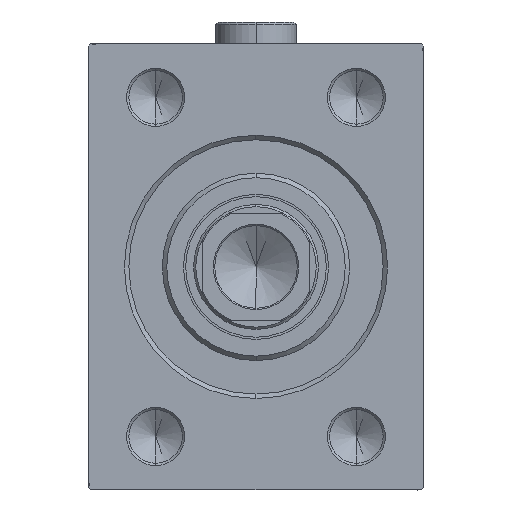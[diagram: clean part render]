
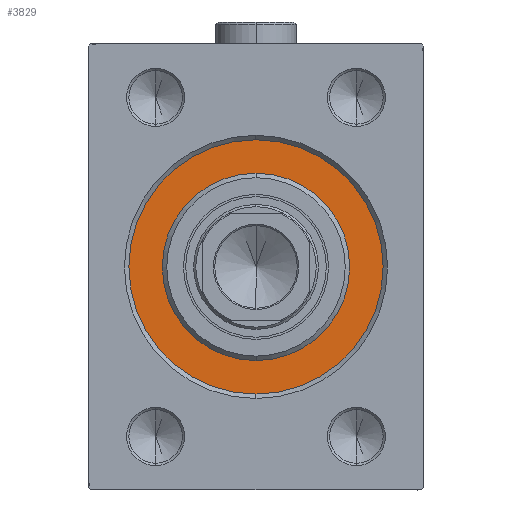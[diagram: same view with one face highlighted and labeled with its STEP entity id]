
A CAD part, left-side view. The second image highlights one B-rep face of the part: STEP entity #3829.
In plain terms, the highlighted face is planar.
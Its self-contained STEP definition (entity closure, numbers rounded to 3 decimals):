
#2493 = CARTESIAN_POINT ( 'NONE',  ( 0., 0., 0. ) ) ;
#2641 = AXIS2_PLACEMENT_3D ( 'NONE', #2493, #5960, #42200 ) ;
#3003 = DIRECTION ( 'NONE',  ( -1., 0., 0. ) ) ;
#3829 = ADVANCED_FACE ( 'NONE', ( #6013, #34635 ), #13420, .F. ) ;
#5140 = CARTESIAN_POINT ( 'NONE',  ( 0., 0., 21. ) ) ;
#5691 = CIRCLE ( 'NONE', #33705, 28.5 ) ;
#5960 = DIRECTION ( 'NONE',  ( -1., 0., 0. ) ) ;
#6013 = FACE_BOUND ( 'NONE', #34530, .T. ) ;
#7091 = ORIENTED_EDGE ( 'NONE', *, *, #12805, .F. ) ;
#7711 = VERTEX_POINT ( 'NONE', #36256 ) ;
#9607 = ORIENTED_EDGE ( 'NONE', *, *, #16883, .F. ) ;
#9739 = CARTESIAN_POINT ( 'NONE',  ( 0., 0., 0. ) ) ;
#10296 = VERTEX_POINT ( 'NONE', #5140 ) ;
#12240 = EDGE_LOOP ( 'NONE', ( #7091, #9607 ) ) ;
#12389 = VERTEX_POINT ( 'NONE', #22481 ) ;
#12742 = CARTESIAN_POINT ( 'NONE',  ( 0., 0., 0. ) ) ;
#12805 = EDGE_CURVE ( 'NONE', #12389, #44702, #22543, .T. ) ;
#12996 = DIRECTION ( 'NONE',  ( 1., 0., 0. ) ) ;
#13420 = PLANE ( 'NONE',  #18614 ) ;
#13770 = CIRCLE ( 'NONE', #42512, 21. ) ;
#14611 = EDGE_CURVE ( 'NONE', #10296, #7711, #13770, .T. ) ;
#15262 = CARTESIAN_POINT ( 'NONE',  ( 0., 0., 0. ) ) ;
#16442 = CARTESIAN_POINT ( 'NONE',  ( 0., 0., 0. ) ) ;
#16883 = EDGE_CURVE ( 'NONE', #44702, #12389, #5691, .T. ) ;
#18614 = AXIS2_PLACEMENT_3D ( 'NONE', #12742, #3003, #26801 ) ;
#20814 = DIRECTION ( 'NONE',  ( 0., 0., -1. ) ) ;
#22481 = CARTESIAN_POINT ( 'NONE',  ( 0., 0., -28.5 ) ) ;
#22543 = CIRCLE ( 'NONE', #2641, 28.5 ) ;
#25844 = CARTESIAN_POINT ( 'NONE',  ( 0., 0., 28.5 ) ) ;
#26093 = DIRECTION ( 'NONE',  ( -1., 0., 0. ) ) ;
#26744 = CIRCLE ( 'NONE', #45190, 21. ) ;
#26801 = DIRECTION ( 'NONE',  ( 0., 0., 1. ) ) ;
#29319 = DIRECTION ( 'NONE',  ( 0., 0., 1. ) ) ;
#30499 = DIRECTION ( 'NONE',  ( 0., 0., -1. ) ) ;
#30730 = DIRECTION ( 'NONE',  ( 1., 0., 0. ) ) ;
#32742 = ORIENTED_EDGE ( 'NONE', *, *, #14611, .F. ) ;
#33705 = AXIS2_PLACEMENT_3D ( 'NONE', #15262, #26093, #29319 ) ;
#34530 = EDGE_LOOP ( 'NONE', ( #32742, #35314 ) ) ;
#34635 = FACE_OUTER_BOUND ( 'NONE', #12240, .T. ) ;
#35314 = ORIENTED_EDGE ( 'NONE', *, *, #38408, .F. ) ;
#36256 = CARTESIAN_POINT ( 'NONE',  ( 0., 0., -21. ) ) ;
#38408 = EDGE_CURVE ( 'NONE', #7711, #10296, #26744, .T. ) ;
#42200 = DIRECTION ( 'NONE',  ( 0., 0., 1. ) ) ;
#42512 = AXIS2_PLACEMENT_3D ( 'NONE', #16442, #12996, #20814 ) ;
#44702 = VERTEX_POINT ( 'NONE', #25844 ) ;
#45190 = AXIS2_PLACEMENT_3D ( 'NONE', #9739, #30730, #30499 ) ;
